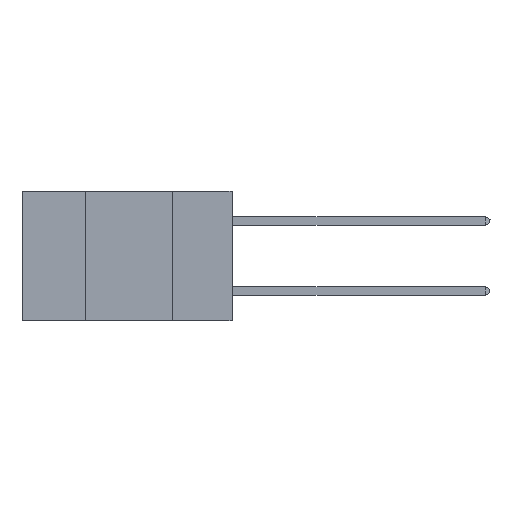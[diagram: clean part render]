
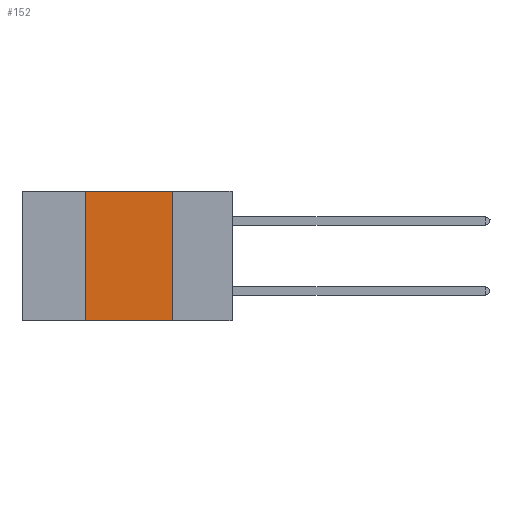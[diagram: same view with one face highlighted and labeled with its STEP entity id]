
A CAD part, left-side view. The second image highlights one B-rep face of the part: STEP entity #152.
In plain terms, the highlighted planar face has unit normal (-1, 0, 0).
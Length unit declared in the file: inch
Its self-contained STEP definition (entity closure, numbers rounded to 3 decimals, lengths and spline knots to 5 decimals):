
#152 = ADVANCED_FACE ( 'NONE', ( #36818 ), #7681, .F. ) ;
#1461 = CARTESIAN_POINT ( 'NONE',  ( 0., 0.6, 0. ) ) ;
#2255 = EDGE_LOOP ( 'NONE', ( #14689, #5552, #10215, #15181 ) ) ;
#4283 = DIRECTION ( 'NONE',  ( 0., 0., 1. ) ) ;
#4677 = VECTOR ( 'NONE', #4283, 39.37008 ) ;
#5552 = ORIENTED_EDGE ( 'NONE', *, *, #17352, .F. ) ;
#7291 = EDGE_CURVE ( 'NONE', #36438, #31070, #23831, .T. ) ;
#7609 = CARTESIAN_POINT ( 'NONE',  ( 0., 0.17, -0.37 ) ) ;
#7681 = PLANE ( 'NONE',  #10267 ) ;
#9083 = DIRECTION ( 'NONE',  ( 0., -1., 0. ) ) ;
#9196 = VECTOR ( 'NONE', #32706, 39.37008 ) ;
#10215 = ORIENTED_EDGE ( 'NONE', *, *, #7291, .F. ) ;
#10267 = AXIS2_PLACEMENT_3D ( 'NONE', #20657, #33635, #30427 ) ;
#10657 = CARTESIAN_POINT ( 'NONE',  ( 0., 0.42, 0. ) ) ;
#12564 = VERTEX_POINT ( 'NONE', #7609 ) ;
#12575 = CARTESIAN_POINT ( 'NONE',  ( 0., 0.42, 0. ) ) ;
#13274 = VERTEX_POINT ( 'NONE', #38959 ) ;
#14399 = DIRECTION ( 'NONE',  ( 0., -1., 0. ) ) ;
#14689 = ORIENTED_EDGE ( 'NONE', *, *, #39791, .F. ) ;
#15181 = ORIENTED_EDGE ( 'NONE', *, *, #31355, .T. ) ;
#17352 = EDGE_CURVE ( 'NONE', #31070, #13274, #27168, .T. ) ;
#19717 = CARTESIAN_POINT ( 'NONE',  ( 0., 0.17, 0. ) ) ;
#20657 = CARTESIAN_POINT ( 'NONE',  ( 0., 0.6, 0. ) ) ;
#23831 = LINE ( 'NONE', #10657, #4677 ) ;
#24757 = VECTOR ( 'NONE', #14399, 39.37008 ) ;
#25238 = LINE ( 'NONE', #38224, #37562 ) ;
#27096 = LINE ( 'NONE', #19717, #9196 ) ;
#27168 = LINE ( 'NONE', #1461, #24757 ) ;
#30427 = DIRECTION ( 'NONE',  ( 0., 0., -1. ) ) ;
#31070 = VERTEX_POINT ( 'NONE', #12575 ) ;
#31355 = EDGE_CURVE ( 'NONE', #36438, #12564, #25238, .T. ) ;
#31572 = CARTESIAN_POINT ( 'NONE',  ( 0., 0.42, -0.37 ) ) ;
#32706 = DIRECTION ( 'NONE',  ( 0., 0., -1. ) ) ;
#33635 = DIRECTION ( 'NONE',  ( 1., 0., 0. ) ) ;
#36438 = VERTEX_POINT ( 'NONE', #31572 ) ;
#36818 = FACE_OUTER_BOUND ( 'NONE', #2255, .T. ) ;
#37562 = VECTOR ( 'NONE', #9083, 39.37008 ) ;
#38224 = CARTESIAN_POINT ( 'NONE',  ( 0., 0.6, -0.37 ) ) ;
#38959 = CARTESIAN_POINT ( 'NONE',  ( 0., 0.17, 0. ) ) ;
#39791 = EDGE_CURVE ( 'NONE', #13274, #12564, #27096, .T. ) ;
